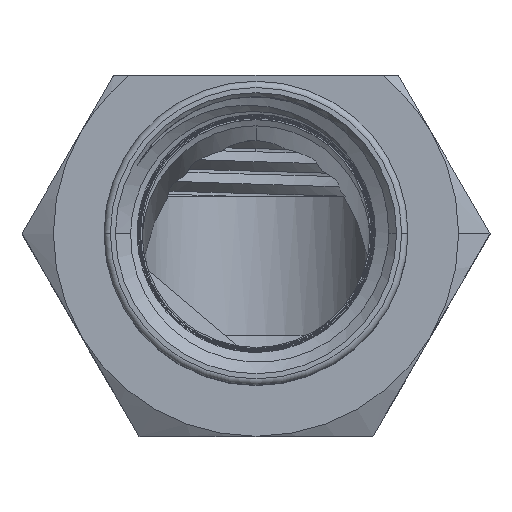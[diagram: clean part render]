
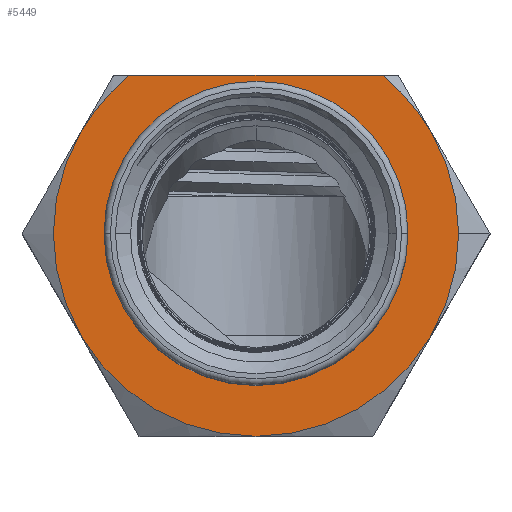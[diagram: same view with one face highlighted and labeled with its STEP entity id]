
A CAD part, top view. The second image highlights one B-rep face of the part: STEP entity #5449.
In plain terms, the highlighted planar face has unit normal (0, 0, 1).
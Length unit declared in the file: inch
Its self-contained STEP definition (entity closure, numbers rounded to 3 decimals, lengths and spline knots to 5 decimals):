
#98 = AXIS2_PLACEMENT_3D ( 'NONE', #118, #2287, #4454 ) ;
#118 = CARTESIAN_POINT ( 'NONE',  ( 0., 0., 1. ) ) ;
#121 = CARTESIAN_POINT ( 'NONE',  ( 0., 0., 1. ) ) ;
#238 = ORIENTED_EDGE ( 'NONE', *, *, #4085, .T. ) ;
#255 = DIRECTION ( 'NONE',  ( 1., 0., 0. ) ) ;
#362 = AXIS2_PLACEMENT_3D ( 'NONE', #4096, #1308, #3386 ) ;
#493 = CARTESIAN_POINT ( 'NONE',  ( 0.43301, 0.25, 1. ) ) ;
#548 = CARTESIAN_POINT ( 'NONE',  ( 0.31117, 0.39138, 1. ) ) ;
#577 = CARTESIAN_POINT ( 'NONE',  ( -0.43301, -0.25, 1. ) ) ;
#817 = DIRECTION ( 'NONE',  ( 0., 0., 1. ) ) ;
#918 = EDGE_CURVE ( 'NONE', #7815, #5730, #6736, .T. ) ;
#934 = CARTESIAN_POINT ( 'NONE',  ( 0., 0.39138, 1. ) ) ;
#1144 = EDGE_CURVE ( 'NONE', #5461, #8602, #2522, .T. ) ;
#1308 = DIRECTION ( 'NONE',  ( 0., 0., 1. ) ) ;
#1356 = DIRECTION ( 'NONE',  ( 0., 0., 1. ) ) ;
#1552 = EDGE_CURVE ( 'NONE', #9237, #7815, #6292, .T. ) ;
#1564 = CIRCLE ( 'NONE', #8169, 0.375 ) ;
#1616 = ORIENTED_EDGE ( 'NONE', *, *, #6495, .F. ) ;
#1725 = CARTESIAN_POINT ( 'NONE',  ( 0.5, 0., 1. ) ) ;
#1781 = AXIS2_PLACEMENT_3D ( 'NONE', #121, #5855, #3652 ) ;
#1785 = DIRECTION ( 'NONE',  ( 0., 0., 1. ) ) ;
#2252 = EDGE_LOOP ( 'NONE', ( #1616, #238, #4211, #7081, #2544, #6674, #7950, #3474 ) ) ;
#2287 = DIRECTION ( 'NONE',  ( 0., 0., 1. ) ) ;
#2442 = DIRECTION ( 'NONE',  ( 1., 0., 0. ) ) ;
#2522 = CIRCLE ( 'NONE', #7777, 0.5 ) ;
#2544 = ORIENTED_EDGE ( 'NONE', *, *, #7530, .T. ) ;
#2617 = DIRECTION ( 'NONE',  ( 0., 0., 1. ) ) ;
#3287 = CARTESIAN_POINT ( 'NONE',  ( 0., 0., 1. ) ) ;
#3336 = DIRECTION ( 'NONE',  ( 1., 0., 0. ) ) ;
#3354 = VERTEX_POINT ( 'NONE', #8821 ) ;
#3386 = DIRECTION ( 'NONE',  ( 1., 0., 0. ) ) ;
#3474 = ORIENTED_EDGE ( 'NONE', *, *, #7027, .T. ) ;
#3609 = DIRECTION ( 'NONE',  ( 0., 0., 1. ) ) ;
#3647 = CARTESIAN_POINT ( 'NONE',  ( 0., -0.5, 1. ) ) ;
#3652 = DIRECTION ( 'NONE',  ( 1., 0., 0. ) ) ;
#3674 = AXIS2_PLACEMENT_3D ( 'NONE', #7476, #5443, #3336 ) ;
#3697 = FACE_OUTER_BOUND ( 'NONE', #2252, .T. ) ;
#3934 = DIRECTION ( 'NONE',  ( 1., 0., 0. ) ) ;
#4085 = EDGE_CURVE ( 'NONE', #3354, #5461, #8207, .T. ) ;
#4096 = CARTESIAN_POINT ( 'NONE',  ( 0., 0., 1. ) ) ;
#4167 = CARTESIAN_POINT ( 'NONE',  ( 0.43301, -0.25, 1. ) ) ;
#4211 = ORIENTED_EDGE ( 'NONE', *, *, #1144, .T. ) ;
#4454 = DIRECTION ( 'NONE',  ( 1., 0., 0. ) ) ;
#4497 = DIRECTION ( 'NONE',  ( 1., 0., 0. ) ) ;
#4560 = LINE ( 'NONE', #934, #8641 ) ;
#4572 = AXIS2_PLACEMENT_3D ( 'NONE', #8777, #817, #255 ) ;
#4638 = CARTESIAN_POINT ( 'NONE',  ( 0., 0., 1. ) ) ;
#4672 = VERTEX_POINT ( 'NONE', #7151 ) ;
#4928 = AXIS2_PLACEMENT_3D ( 'NONE', #5190, #8066, #4497 ) ;
#4978 = DIRECTION ( 'NONE',  ( 1., 0., 0. ) ) ;
#5190 = CARTESIAN_POINT ( 'NONE',  ( 0., 0., 1. ) ) ;
#5323 = CIRCLE ( 'NONE', #3674, 0.5 ) ;
#5367 = ORIENTED_EDGE ( 'NONE', *, *, #8857, .F. ) ;
#5443 = DIRECTION ( 'NONE',  ( 0., 0., 1. ) ) ;
#5449 = ADVANCED_FACE ( 'NONE', ( #3697, #6571 ), #5853, .T. ) ;
#5461 = VERTEX_POINT ( 'NONE', #7510 ) ;
#5730 = VERTEX_POINT ( 'NONE', #493 ) ;
#5762 = CARTESIAN_POINT ( 'NONE',  ( 0., 0., 1. ) ) ;
#5853 = PLANE ( 'NONE',  #98 ) ;
#5855 = DIRECTION ( 'NONE',  ( 0., 0., 1. ) ) ;
#5940 = CARTESIAN_POINT ( 'NONE',  ( -0.375, 0., 1. ) ) ;
#6072 = VERTEX_POINT ( 'NONE', #5940 ) ;
#6292 = CIRCLE ( 'NONE', #4928, 0.5 ) ;
#6495 = EDGE_CURVE ( 'NONE', #3354, #7402, #4560, .T. ) ;
#6522 = CIRCLE ( 'NONE', #362, 0.375 ) ;
#6538 = CIRCLE ( 'NONE', #8038, 0.5 ) ;
#6559 = AXIS2_PLACEMENT_3D ( 'NONE', #3287, #1785, #9025 ) ;
#6571 = FACE_BOUND ( 'NONE', #6872, .T. ) ;
#6618 = EDGE_CURVE ( 'NONE', #8602, #7538, #5323, .T. ) ;
#6674 = ORIENTED_EDGE ( 'NONE', *, *, #1552, .T. ) ;
#6736 = CIRCLE ( 'NONE', #1781, 0.5 ) ;
#6872 = EDGE_LOOP ( 'NONE', ( #5367, #7353 ) ) ;
#7027 = EDGE_CURVE ( 'NONE', #5730, #7402, #6538, .T. ) ;
#7081 = ORIENTED_EDGE ( 'NONE', *, *, #6618, .T. ) ;
#7151 = CARTESIAN_POINT ( 'NONE',  ( 0.375, 0., 1. ) ) ;
#7353 = ORIENTED_EDGE ( 'NONE', *, *, #7763, .F. ) ;
#7402 = VERTEX_POINT ( 'NONE', #548 ) ;
#7476 = CARTESIAN_POINT ( 'NONE',  ( 0., 0., 1. ) ) ;
#7510 = CARTESIAN_POINT ( 'NONE',  ( -0.43301, 0.25, 1. ) ) ;
#7530 = EDGE_CURVE ( 'NONE', #7538, #9237, #8631, .T. ) ;
#7538 = VERTEX_POINT ( 'NONE', #3647 ) ;
#7763 = EDGE_CURVE ( 'NONE', #4672, #6072, #1564, .T. ) ;
#7777 = AXIS2_PLACEMENT_3D ( 'NONE', #5762, #3609, #8646 ) ;
#7815 = VERTEX_POINT ( 'NONE', #1725 ) ;
#7950 = ORIENTED_EDGE ( 'NONE', *, *, #918, .T. ) ;
#8038 = AXIS2_PLACEMENT_3D ( 'NONE', #8558, #1356, #4978 ) ;
#8066 = DIRECTION ( 'NONE',  ( 0., 0., 1. ) ) ;
#8169 = AXIS2_PLACEMENT_3D ( 'NONE', #4638, #2617, #3934 ) ;
#8207 = CIRCLE ( 'NONE', #6559, 0.5 ) ;
#8558 = CARTESIAN_POINT ( 'NONE',  ( 0., 0., 1. ) ) ;
#8602 = VERTEX_POINT ( 'NONE', #577 ) ;
#8631 = CIRCLE ( 'NONE', #4572, 0.5 ) ;
#8641 = VECTOR ( 'NONE', #2442, 39.37008 ) ;
#8646 = DIRECTION ( 'NONE',  ( 1., 0., 0. ) ) ;
#8777 = CARTESIAN_POINT ( 'NONE',  ( 0., 0., 1. ) ) ;
#8821 = CARTESIAN_POINT ( 'NONE',  ( -0.31117, 0.39138, 1. ) ) ;
#8857 = EDGE_CURVE ( 'NONE', #6072, #4672, #6522, .T. ) ;
#9025 = DIRECTION ( 'NONE',  ( 1., 0., 0. ) ) ;
#9237 = VERTEX_POINT ( 'NONE', #4167 ) ;
